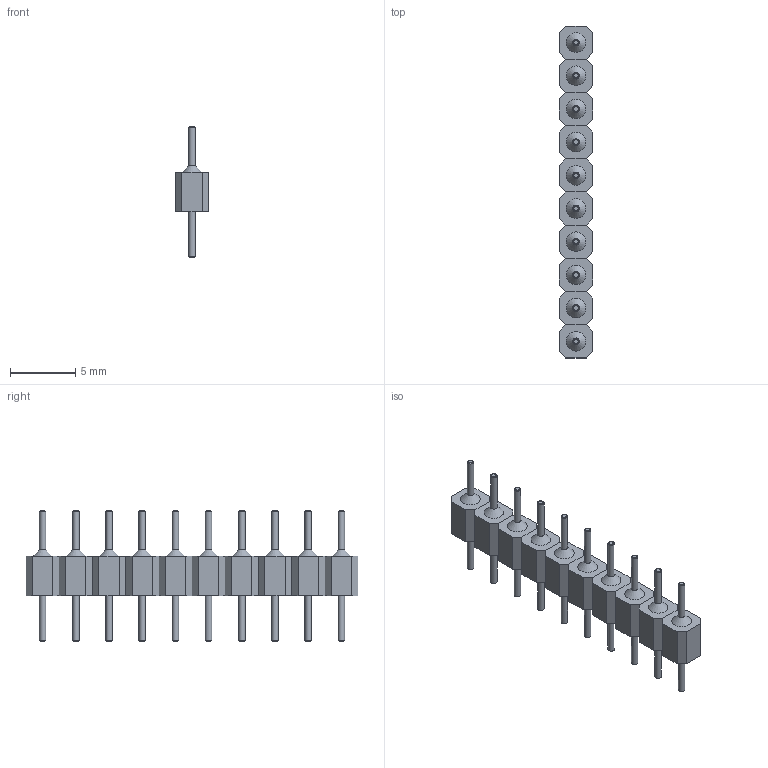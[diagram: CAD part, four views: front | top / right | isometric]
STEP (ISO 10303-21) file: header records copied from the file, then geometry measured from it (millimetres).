
FILE_DESCRIPTION(('FreeCAD Model'),'2;1');
FILE_NAME('pin-hdr-10.step','2021-08-19T22:22:05',('Author'),(''), 'Open CASCADE STEP processor 7.4','FreeCAD','Unknown');
FILE_SCHEMA(('AUTOMOTIVE_DESIGN { 1 0 10303 214 1 1 1 1 }'));
Length unit declared in the file: millimetre
Products named in the file (3): Unnamed; PinBody; PinPlastic
Assembly tree (2 placements, depth 2):
  Unnamed
    PinBody
    PinPlastic
Bounding box: 2.54 x 25.4 x 10 mm (x, y, z)
Volume: 195.8 mm3; surface area: 695.8 mm2
Topology: 11 solids, 11 shells, 182 faces, 374 edges, 224 vertices
Faces by surface type: plane 112, cylinder 40, cone 30
Full cylindrical faces by diameter (mm): 0.5 x20, 1.5 x20
Entity records: 9483 total; most frequent: CARTESIAN_POINT 1771, DIRECTION 1352, ORIENTED_EDGE 748, PCURVE 748, DEFINITIONAL_REPRESENTATION 748, LINE 722, VECTOR 722, EDGE_CURVE 374
